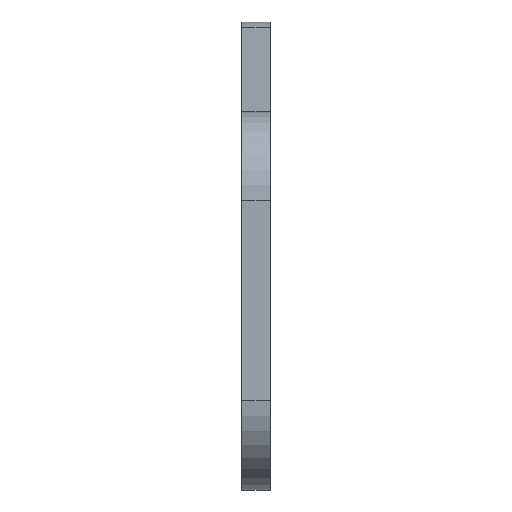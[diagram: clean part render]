
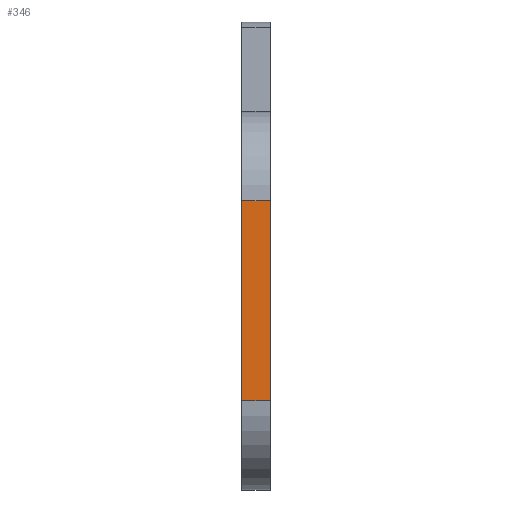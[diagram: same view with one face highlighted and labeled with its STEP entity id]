
A CAD part, front view. The second image highlights one B-rep face of the part: STEP entity #346.
In plain terms, the highlighted planar face has unit normal (0, -1, 0).
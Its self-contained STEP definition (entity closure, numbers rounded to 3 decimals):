
#41 = DIRECTION ( 'NONE',  ( 0., 0., 1. ) ) ;
#76 = EDGE_CURVE ( 'NONE', #680, #534, #1015, .T. ) ;
#220 = VERTEX_POINT ( 'NONE', #985 ) ;
#241 = CARTESIAN_POINT ( 'NONE',  ( 23.175, 0., -246.5 ) ) ;
#259 = VECTOR ( 'NONE', #852, 1000. ) ;
#285 = CARTESIAN_POINT ( 'NONE',  ( 23.175, 0., -214.074 ) ) ;
#346 = ADVANCED_FACE ( 'NONE', ( #545 ), #716, .F. ) ;
#367 = VECTOR ( 'NONE', #628, 1000. ) ;
#378 = EDGE_CURVE ( 'NONE', #220, #534, #1069, .T. ) ;
#460 = CARTESIAN_POINT ( 'NONE',  ( 20., 0., -214.074 ) ) ;
#481 = DIRECTION ( 'NONE',  ( 0., 1., 0. ) ) ;
#498 = ORIENTED_EDGE ( 'NONE', *, *, #76, .F. ) ;
#508 = CARTESIAN_POINT ( 'NONE',  ( 23.175, 0., -214.074 ) ) ;
#534 = VERTEX_POINT ( 'NONE', #241 ) ;
#545 = FACE_OUTER_BOUND ( 'NONE', #1035, .T. ) ;
#584 = CARTESIAN_POINT ( 'NONE',  ( 20., 0., -224.074 ) ) ;
#598 = VECTOR ( 'NONE', #629, 1000. ) ;
#618 = ORIENTED_EDGE ( 'NONE', *, *, #378, .T. ) ;
#628 = DIRECTION ( 'NONE',  ( 0., 0., -1. ) ) ;
#629 = DIRECTION ( 'NONE',  ( 1., 0., 0. ) ) ;
#642 = LINE ( 'NONE', #963, #992 ) ;
#669 = EDGE_CURVE ( 'NONE', #680, #895, #642, .T. ) ;
#680 = VERTEX_POINT ( 'NONE', #727 ) ;
#716 = PLANE ( 'NONE',  #1079 ) ;
#727 = CARTESIAN_POINT ( 'NONE',  ( 23.175, 0., -224.074 ) ) ;
#767 = EDGE_CURVE ( 'NONE', #895, #220, #883, .T. ) ;
#826 = CARTESIAN_POINT ( 'NONE',  ( 23.175, 0., -246.5 ) ) ;
#852 = DIRECTION ( 'NONE',  ( 0., 0., -1. ) ) ;
#883 = LINE ( 'NONE', #460, #367 ) ;
#895 = VERTEX_POINT ( 'NONE', #584 ) ;
#951 = ORIENTED_EDGE ( 'NONE', *, *, #669, .T. ) ;
#963 = CARTESIAN_POINT ( 'NONE',  ( 23.175, 0., -224.074 ) ) ;
#970 = DIRECTION ( 'NONE',  ( -1., 0., 0. ) ) ;
#985 = CARTESIAN_POINT ( 'NONE',  ( 20., 0., -246.5 ) ) ;
#992 = VECTOR ( 'NONE', #970, 1000. ) ;
#996 = ORIENTED_EDGE ( 'NONE', *, *, #767, .T. ) ;
#1015 = LINE ( 'NONE', #508, #259 ) ;
#1035 = EDGE_LOOP ( 'NONE', ( #498, #951, #996, #618 ) ) ;
#1069 = LINE ( 'NONE', #826, #598 ) ;
#1079 = AXIS2_PLACEMENT_3D ( 'NONE', #285, #481, #41 ) ;
